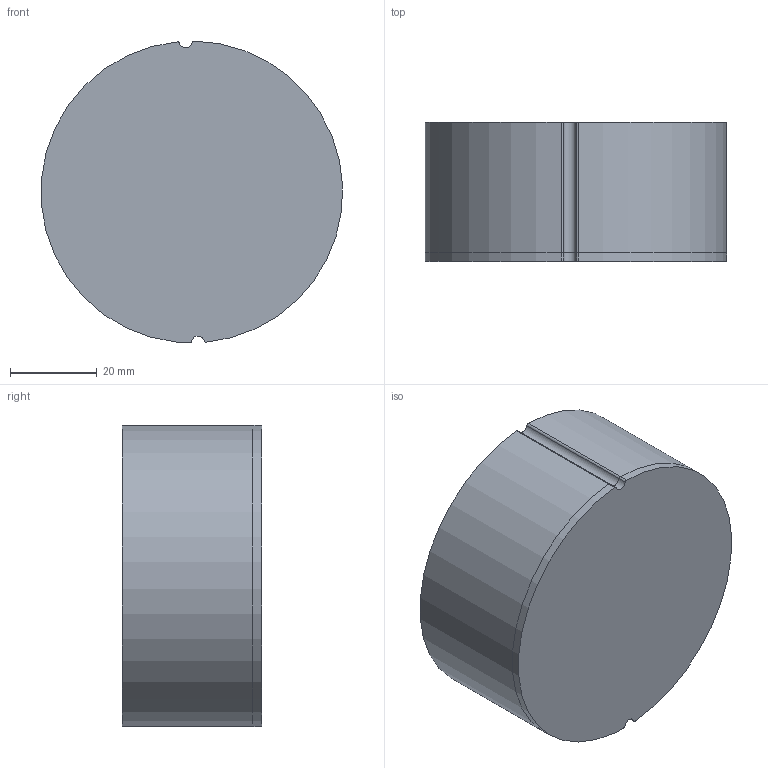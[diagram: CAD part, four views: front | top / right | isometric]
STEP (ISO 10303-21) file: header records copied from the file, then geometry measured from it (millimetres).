
FILE_DESCRIPTION(/* description */ (''),/* implementation_level */ '2;1');
FILE_NAME(/* name */ 'Yesoul S3 v6.step',/* time_stamp */ '2023-12-03T12:24:38-05:00',/* author */ (''),/* organization */ (''),/* preprocessor_version */ 'ST-DEVELOPER v20',/* originating_system */ 'Autodesk Translation Framework v12.14.0.127',/* authorisation */ '');
FILE_SCHEMA (('AUTOMOTIVE_DESIGN { 1 0 10303 214 3 1 1 }'));
Length unit declared in the file: millimetre
Products named in the file (1): Yesoul S3
Bounding box: 69.27 x 32 x 69.41 mm (x, y, z)
Volume: 47987.3 mm3; surface area: 29039.6 mm2
Topology: 8 solids, 8 shells, 71 faces, 165 edges, 110 vertices
Faces by surface type: cylinder 41, plane 22, cone 6, bspline 2
Full cylindrical faces by diameter (mm): 58 x1
Entity records: 2233 total; most frequent: CARTESIAN_POINT 545, DIRECTION 359, ORIENTED_EDGE 330, EDGE_CURVE 165, AXIS2_PLACEMENT_3D 140, VERTEX_POINT 110, LINE 79, VECTOR 79
